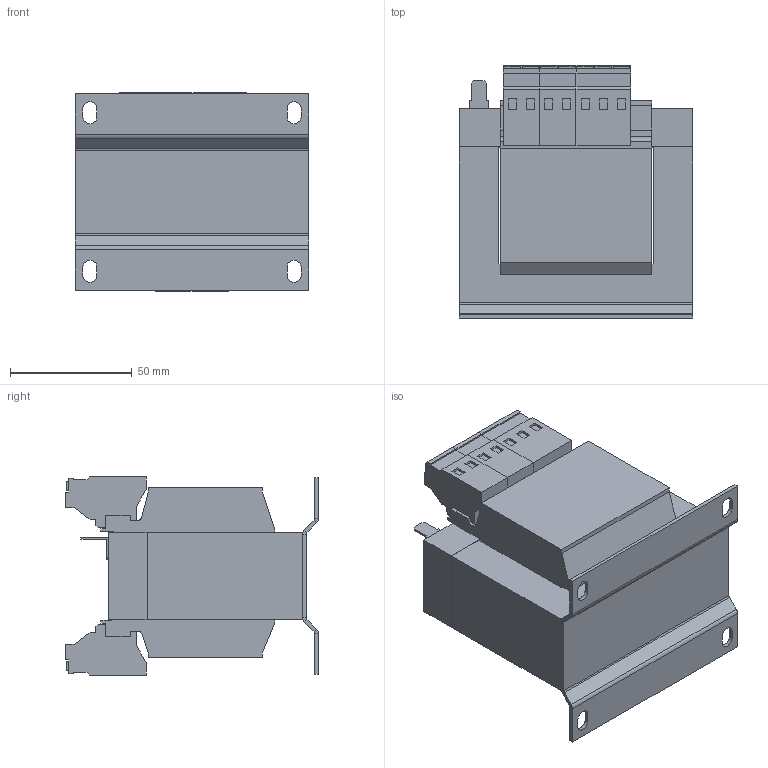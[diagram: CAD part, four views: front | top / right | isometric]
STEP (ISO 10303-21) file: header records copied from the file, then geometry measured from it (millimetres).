
FILE_DESCRIPTION (( 'STEP AP214' ), '1' );
FILE_NAME ('205629.STEP', '2020-05-29T04:44:42', ( '' ), ( '' ), 'SwSTEP 2.0', 'SolidWorks 2018', '' );
FILE_SCHEMA (( 'AUTOMOTIVE_DESIGN' ));
Length unit declared in the file: millimetre
Products named in the file (1): 205629
Bounding box: 96 x 104 x 81.6 mm (x, y, z)
Volume: 446416.9 mm3; surface area: 72066.8 mm2
Topology: 1 solids, 1 shells, 367 faces, 915 edges, 582 vertices
Faces by surface type: plane 327, cylinder 40
Entity records: 10711 total; most frequent: CARTESIAN_POINT 1865, ORIENTED_EDGE 1830, DIRECTION 1731, EDGE_CURVE 915, VECTOR 835, LINE 835, VERTEX_POINT 582, AXIS2_PLACEMENT_3D 448
